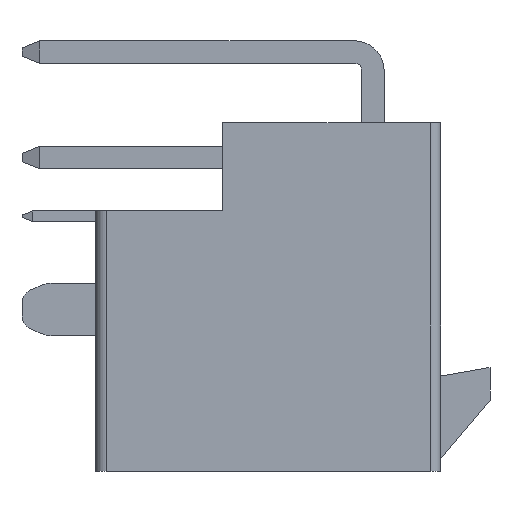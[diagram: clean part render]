
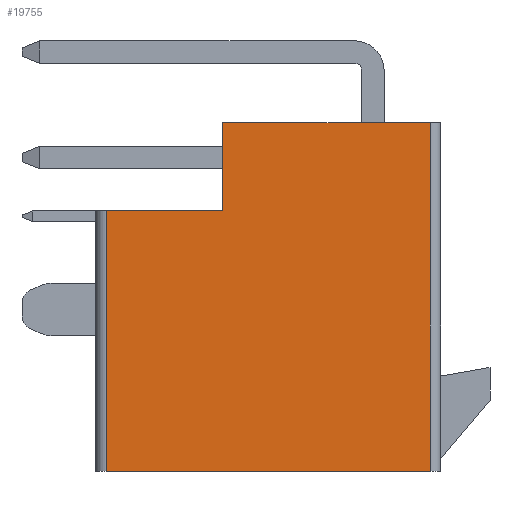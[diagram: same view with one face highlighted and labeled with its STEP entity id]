
A CAD part, front view. The second image highlights one B-rep face of the part: STEP entity #19755.
In plain terms, the highlighted planar face has unit normal (0, -1, 0).
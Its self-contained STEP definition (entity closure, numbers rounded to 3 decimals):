
#1510=DIRECTION('',(0.,0.,1.));
#1511=VECTOR('',#1510,7.4);
#1512=CARTESIAN_POINT('',(-6.08,-9.425,-9.91));
#1513=LINE('1921',#1512,#1511);
#1514=DIRECTION('',(1.,0.,0.));
#1515=VECTOR('',#1514,3.31);
#1516=CARTESIAN_POINT('',(-6.08,-9.425,-2.51));
#1517=LINE('2269',#1516,#1515);
#1518=DIRECTION('',(0.,0.,-1.));
#1519=VECTOR('',#1518,2.51);
#1520=CARTESIAN_POINT('',(-2.77,-9.425,0.));
#1521=LINE('1263',#1520,#1519);
#1522=DIRECTION('',(0.,0.,-1.));
#1523=VECTOR('',#1522,9.91);
#1524=CARTESIAN_POINT('',(3.13,-9.425,0.));
#1525=LINE('1925',#1524,#1523);
#1526=DIRECTION('',(-1.,0.,0.));
#1527=VECTOR('',#1526,9.21);
#1528=CARTESIAN_POINT('',(3.13,-9.425,-9.91));
#1529=LINE('2268',#1528,#1527);
#1875=DIRECTION('',(1.,0.,0.));
#1876=VECTOR('',#1875,5.9);
#1877=CARTESIAN_POINT('',(-2.77,-9.425,0.));
#1878=LINE('1937',#1877,#1876);
#14079=CARTESIAN_POINT('',(-2.77,-9.425,0.));
#14080=CARTESIAN_POINT('',(-2.77,-9.425,-2.51));
#14081=VERTEX_POINT('',#14079);
#14082=VERTEX_POINT('',#14080);
#15013=CARTESIAN_POINT('',(-6.08,-9.425,-9.91));
#15014=CARTESIAN_POINT('',(-6.08,-9.425,-2.51));
#15015=VERTEX_POINT('',#15013);
#15016=VERTEX_POINT('',#15014);
#15022=CARTESIAN_POINT('',(3.13,-9.425,-9.91));
#15024=VERTEX_POINT('',#15022);
#15025=CARTESIAN_POINT('',(3.13,-9.425,0.));
#15026=VERTEX_POINT('',#15025);
#19738=CARTESIAN_POINT('',(-3.43,-9.425,0.));
#19739=DIRECTION('',(0.,-1.,0.));
#19740=DIRECTION('',(1.,0.,0.));
#19741=AXIS2_PLACEMENT_3D('',#19738,#19739,#19740);
#19742=PLANE('8',#19741);
#19743=ORIENTED_EDGE('1921',*,*,#19729,.T.);
#19744=ORIENTED_EDGE('2269',*,*,#18319,.T.);
#19746=ORIENTED_EDGE('1263',*,*,#19745,.F.);
#19748=ORIENTED_EDGE('1937',*,*,#19747,.T.);
#19750=ORIENTED_EDGE('1925',*,*,#19749,.T.);
#19752=ORIENTED_EDGE('2268',*,*,#19751,.T.);
#19753=EDGE_LOOP('8',(#19743,#19744,#19746,#19748,#19750,#19752));
#19754=FACE_OUTER_BOUND('8',#19753,.F.);
#19755=ADVANCED_FACE('8',(#19754),#19742,.T.);
#18319=EDGE_CURVE('2269',#15016,#14082,#1517,.T.);
#19729=EDGE_CURVE('1921',#15015,#15016,#1513,.T.);
#19745=EDGE_CURVE('1263',#14081,#14082,#1521,.T.);
#19747=EDGE_CURVE('1937',#14081,#15026,#1878,.T.);
#19749=EDGE_CURVE('1925',#15026,#15024,#1525,.T.);
#19751=EDGE_CURVE('2268',#15024,#15015,#1529,.T.);
